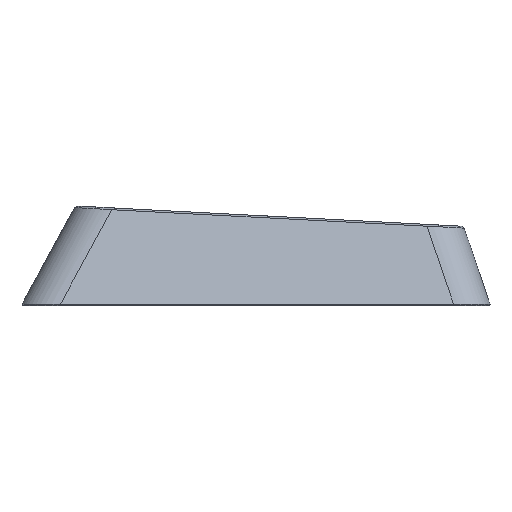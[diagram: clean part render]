
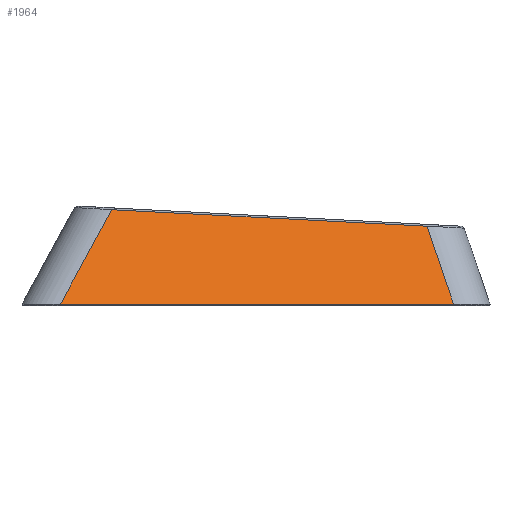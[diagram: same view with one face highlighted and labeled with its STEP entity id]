
A CAD part, left-side view. The second image highlights one B-rep face of the part: STEP entity #1964.
In plain terms, the highlighted planar face has unit normal (-0.928, -0.019, 0.371).
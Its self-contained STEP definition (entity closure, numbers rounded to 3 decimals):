
#165=B_SPLINE_CURVE_WITH_KNOTS('',3,(#3881,#3882,#3883,#3884),
 .UNSPECIFIED.,.F.,.F.,(4,4),(0.774,0.794),
 .UNSPECIFIED.);
#166=B_SPLINE_CURVE_WITH_KNOTS('',3,(#3901,#3902,#3903,#3904),
 .UNSPECIFIED.,.F.,.F.,(4,4),(-0.716,-0.699),
 .UNSPECIFIED.);
#304=FACE_OUTER_BOUND('',#422,.T.);
#422=EDGE_LOOP('',(#1774,#1775,#1776,#1777,#1778,#1779));
#530=LINE('',#3114,#702);
#594=LINE('',#3864,#766);
#596=LINE('',#3908,#768);
#597=LINE('',#3910,#769);
#702=VECTOR('',#2396,10.);
#766=VECTOR('',#2524,10.);
#768=VECTOR('',#2530,10.);
#769=VECTOR('',#2533,10.);
#883=VERTEX_POINT('',#3107);
#886=VERTEX_POINT('',#3112);
#947=VERTEX_POINT('',#3650);
#950=VERTEX_POINT('',#3834);
#951=VERTEX_POINT('',#3860);
#952=VERTEX_POINT('',#3862);
#1116=EDGE_CURVE('',#886,#883,#530,.T.);
#1230=EDGE_CURVE('',#952,#951,#594,.T.);
#1231=EDGE_CURVE('',#950,#952,#165,.T.);
#1232=EDGE_CURVE('',#951,#947,#166,.T.);
#1234=EDGE_CURVE('',#947,#886,#596,.T.);
#1235=EDGE_CURVE('',#883,#950,#597,.T.);
#1774=ORIENTED_EDGE('',*,*,#1116,.F.);
#1775=ORIENTED_EDGE('',*,*,#1234,.F.);
#1776=ORIENTED_EDGE('',*,*,#1232,.F.);
#1777=ORIENTED_EDGE('',*,*,#1230,.F.);
#1778=ORIENTED_EDGE('',*,*,#1231,.F.);
#1779=ORIENTED_EDGE('',*,*,#1235,.F.);
#1855=PLANE('',#2108);
#1964=ADVANCED_FACE('',(#304),#1855,.F.);
#2108=AXIS2_PLACEMENT_3D('',#3909,#2531,#2532);
#2396=DIRECTION('',(-0.021,1.,0.));
#2524=DIRECTION('',(0.,-0.999,-0.052));
#2530=DIRECTION('',(-0.348,-0.302,-0.887));
#2531=DIRECTION('center_axis',(0.928,0.019,-0.371));
#2532=DIRECTION('ref_axis',(-0.371,0.049,-0.927));
#2533=DIRECTION('',(0.339,-0.451,0.826));
#3107=CARTESIAN_POINT('',(-110.612,53.629,-19.06));
#3112=CARTESIAN_POINT('',(-108.558,-44.516,-19.06));
#3114=CARTESIAN_POINT('',(-110.033,25.949,-19.06));
#3650=CARTESIAN_POINT('',(-100.935,-37.902,0.368));
#3834=CARTESIAN_POINT('',(-100.935,40.766,4.491));
#3860=CARTESIAN_POINT('',(-100.936,-37.717,0.378));
#3862=CARTESIAN_POINT('',(-100.936,40.544,4.479));
#3864=CARTESIAN_POINT('',(-100.936,25.633,3.698));
#3881=CARTESIAN_POINT('Ctrl Pts',(-100.935,40.766,4.491));
#3882=CARTESIAN_POINT('Ctrl Pts',(-100.936,40.692,4.487));
#3883=CARTESIAN_POINT('Ctrl Pts',(-100.936,40.618,4.483));
#3884=CARTESIAN_POINT('Ctrl Pts',(-100.936,40.544,4.479));
#3901=CARTESIAN_POINT('Ctrl Pts',(-100.936,-37.717,0.378));
#3902=CARTESIAN_POINT('Ctrl Pts',(-100.936,-37.779,0.374));
#3903=CARTESIAN_POINT('Ctrl Pts',(-100.936,-37.84,0.371));
#3904=CARTESIAN_POINT('Ctrl Pts',(-100.935,-37.902,0.368));
#3908=CARTESIAN_POINT('',(-95.999,-33.618,12.951));
#3909=CARTESIAN_POINT('Origin',(-100.75,49.817,5.43));
#3910=CARTESIAN_POINT('',(-90.442,26.818,30.031));
